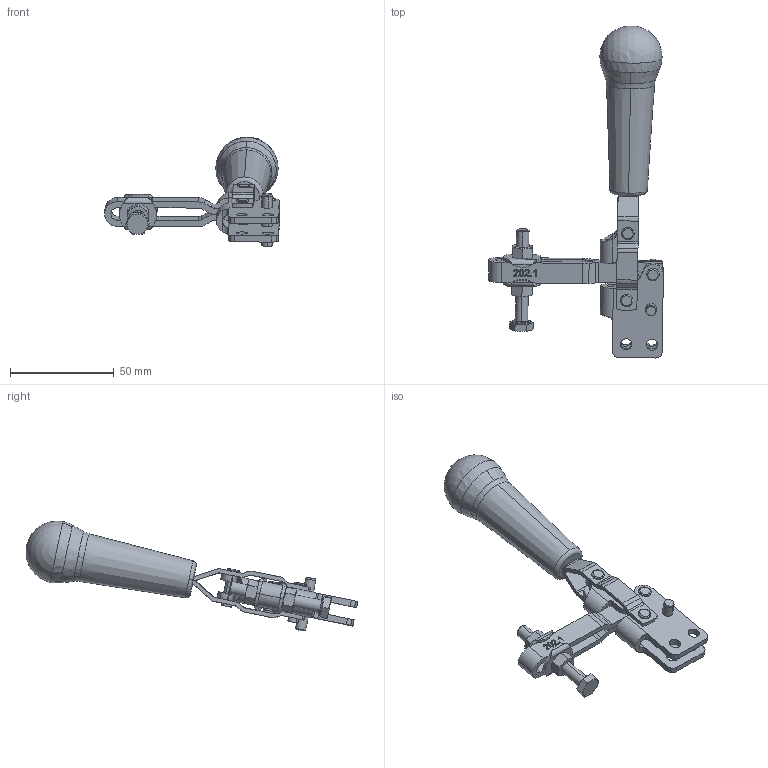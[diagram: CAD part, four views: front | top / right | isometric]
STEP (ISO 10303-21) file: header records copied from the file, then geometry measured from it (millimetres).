
FILE_DESCRIPTION((''),'2;1');
FILE_NAME('202.1.stp','2005-08-29T15:01:00',('CAD'),(''),'Autodesk Inventor 8','Autodesk Inventor 8','');
FILE_SCHEMA(('AUTOMOTIVE_DESIGN { 1 0 10303 214 1 1 1 1 }'));
Length unit declared in the file: millimetre
Products named in the file (1): Part4
Bounding box: 84.07 x 159.77 x 52.87 mm (x, y, z)
Volume: 51870.2 mm3; surface area: 22212.7 mm2
Topology: 1 solids, 2 shells, 452 faces, 1244 edges, 794 vertices
Faces by surface type: plane 152, cylinder 143, bspline 87, cone 56, torus 10, sphere 4
Entity records: 17137 total; most frequent: CARTESIAN_POINT 5887, ORIENTED_EDGE 2456, DIRECTION 2266, EDGE_CURVE 1228, AXIS2_PLACEMENT_3D 845, VERTEX_POINT 792, VECTOR 576, LINE 576
